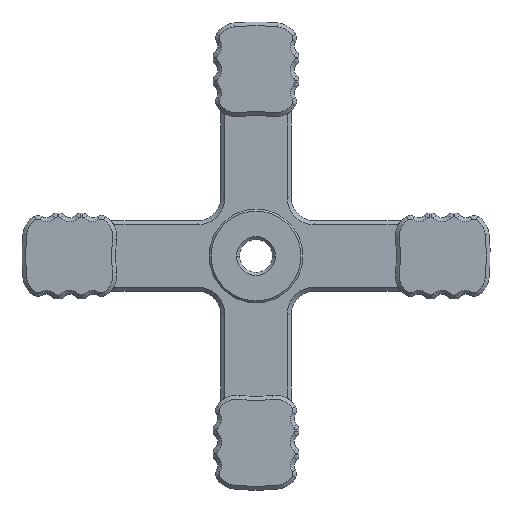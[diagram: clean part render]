
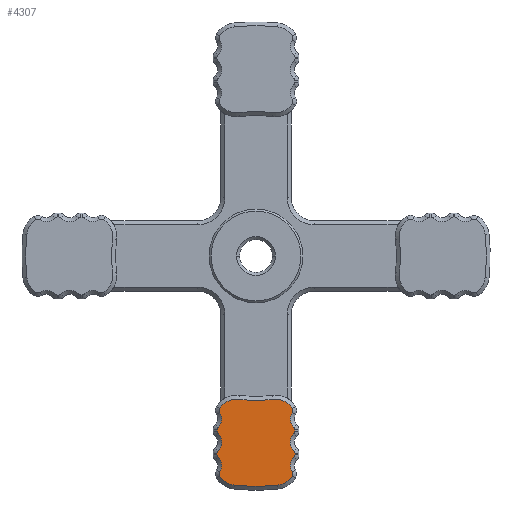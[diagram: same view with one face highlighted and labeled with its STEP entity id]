
A CAD part, front view. The second image highlights one B-rep face of the part: STEP entity #4307.
In plain terms, the highlighted free-form (B-spline) face has degree [1, 1] with [2, 2] control points.
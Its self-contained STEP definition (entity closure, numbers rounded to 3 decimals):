
#1845 = VERTEX_POINT('',#1846);
#1846 = CARTESIAN_POINT('',(2.202,0.,-18.368));
#1852 = EDGE_CURVE('',#1853,#1845,#1855,.T.);
#1853 = VERTEX_POINT('',#1854);
#1854 = CARTESIAN_POINT('',(-2.202,0.,-18.368));
#1855 = CIRCLE('',#1856,18.5);
#1856 = AXIS2_PLACEMENT_3D('',#1857,#1858,#1859);
#1857 = CARTESIAN_POINT('',(0.,0.,0.));
#1858 = DIRECTION('',(0.,-1.,0.));
#1859 = DIRECTION('',(-0.119,-0.,-0.993));
#1884 = EDGE_CURVE('',#1845,#1885,#1887,.T.);
#1885 = VERTEX_POINT('',#1886);
#1886 = CARTESIAN_POINT('',(4.625,0.,-19.534));
#1887 = CIRCLE('',#1888,2.5);
#1888 = AXIS2_PLACEMENT_3D('',#1889,#1890,#1891);
#1889 = CARTESIAN_POINT('',(2.5,0.,-20.851));
#1890 = DIRECTION('',(0.,1.,0.));
#1891 = DIRECTION('',(-0.119,0.,0.993));
#4307 = ADVANCED_FACE('',(#4308),#4540,.F.);
#4308 = FACE_BOUND('',#4309,.F.);
#4309 = EDGE_LOOP('',(#4310,#4321,#4330,#4339,#4348,#4356,#4365,#4374,
    #4383,#4391,#4400,#4409,#4418,#4425,#4426,#4427,#4436,#4445,#4454,
    #4462,#4471,#4480,#4489,#4497,#4506,#4515,#4524,#4533));
#4310 = ORIENTED_EDGE('',*,*,#4311,.T.);
#4311 = EDGE_CURVE('',#4312,#4314,#4316,.T.);
#4312 = VERTEX_POINT('',#4313);
#4313 = CARTESIAN_POINT('',(-2.731,0.,-29.373));
#4314 = VERTEX_POINT('',#4315);
#4315 = CARTESIAN_POINT('',(-4.625,0.,-28.201));
#4316 = CIRCLE('',#4317,2.5);
#4317 = AXIS2_PLACEMENT_3D('',#4318,#4319,#4320);
#4318 = CARTESIAN_POINT('',(-2.5,0.,-26.884));
#4319 = DIRECTION('',(0.,1.,0.));
#4320 = DIRECTION('',(-0.093,0.,-0.996));
#4321 = ORIENTED_EDGE('',*,*,#4322,.T.);
#4322 = EDGE_CURVE('',#4314,#4323,#4325,.T.);
#4323 = VERTEX_POINT('',#4324);
#4324 = CARTESIAN_POINT('',(-4.625,0.,-27.674));
#4325 = CIRCLE('',#4326,0.5);
#4326 = AXIS2_PLACEMENT_3D('',#4327,#4328,#4329);
#4327 = CARTESIAN_POINT('',(-4.2,0.,-27.938));
#4328 = DIRECTION('',(0.,1.,0.));
#4329 = DIRECTION('',(-0.85,0.,-0.527));
#4330 = ORIENTED_EDGE('',*,*,#4331,.T.);
#4331 = EDGE_CURVE('',#4323,#4332,#4334,.T.);
#4332 = VERTEX_POINT('',#4333);
#4333 = CARTESIAN_POINT('',(-4.85,0.,-25.813));
#4334 = CIRCLE('',#4335,1.5);
#4335 = AXIS2_PLACEMENT_3D('',#4336,#4337,#4338);
#4336 = CARTESIAN_POINT('',(-5.9,0.,-26.884));
#4337 = DIRECTION('',(0.,-1.,0.));
#4338 = DIRECTION('',(0.85,0.,-0.527));
#4339 = ORIENTED_EDGE('',*,*,#4340,.T.);
#4340 = EDGE_CURVE('',#4332,#4341,#4343,.T.);
#4341 = VERTEX_POINT('',#4342);
#4342 = CARTESIAN_POINT('',(-5.,0.,-25.456));
#4343 = CIRCLE('',#4344,0.5);
#4344 = AXIS2_PLACEMENT_3D('',#4345,#4346,#4347);
#4345 = CARTESIAN_POINT('',(-4.5,0.,-25.456));
#4346 = DIRECTION('',(0.,1.,0.));
#4347 = DIRECTION('',(-0.7,0.,-0.714));
#4348 = ORIENTED_EDGE('',*,*,#4349,.T.);
#4349 = EDGE_CURVE('',#4341,#4350,#4352,.T.);
#4350 = VERTEX_POINT('',#4351);
#4351 = CARTESIAN_POINT('',(-5.,0.,
    -25.296));
#4352 = LINE('',#4353,#4354);
#4353 = CARTESIAN_POINT('',(-5.,0.,
    -25.456));
#4354 = VECTOR('',#4355,1.);
#4355 = DIRECTION('',(0.,0.,1.));
#4356 = ORIENTED_EDGE('',*,*,#4357,.T.);
#4357 = EDGE_CURVE('',#4350,#4358,#4360,.T.);
#4358 = VERTEX_POINT('',#4359);
#4359 = CARTESIAN_POINT('',(-4.85,0.,-24.939));
#4360 = CIRCLE('',#4361,0.5);
#4361 = AXIS2_PLACEMENT_3D('',#4362,#4363,#4364);
#4362 = CARTESIAN_POINT('',(-4.5,0.,-25.296));
#4363 = DIRECTION('',(0.,1.,0.));
#4364 = DIRECTION('',(-1.,0.,0.));
#4365 = ORIENTED_EDGE('',*,*,#4366,.T.);
#4366 = EDGE_CURVE('',#4358,#4367,#4369,.T.);
#4367 = VERTEX_POINT('',#4368);
#4368 = CARTESIAN_POINT('',(-4.85,0.,-22.796));
#4369 = CIRCLE('',#4370,1.5);
#4370 = AXIS2_PLACEMENT_3D('',#4371,#4372,#4373);
#4371 = CARTESIAN_POINT('',(-5.9,0.,-23.867));
#4372 = DIRECTION('',(0.,-1.,0.));
#4373 = DIRECTION('',(0.7,0.,-0.714));
#4374 = ORIENTED_EDGE('',*,*,#4375,.T.);
#4375 = EDGE_CURVE('',#4367,#4376,#4378,.T.);
#4376 = VERTEX_POINT('',#4377);
#4377 = CARTESIAN_POINT('',(-5.,0.,-22.439));
#4378 = CIRCLE('',#4379,0.5);
#4379 = AXIS2_PLACEMENT_3D('',#4380,#4381,#4382);
#4380 = CARTESIAN_POINT('',(-4.5,0.,-22.439));
#4381 = DIRECTION('',(0.,1.,0.));
#4382 = DIRECTION('',(-0.7,0.,-0.714));
#4383 = ORIENTED_EDGE('',*,*,#4384,.T.);
#4384 = EDGE_CURVE('',#4376,#4385,#4387,.T.);
#4385 = VERTEX_POINT('',#4386);
#4386 = CARTESIAN_POINT('',(-5.,0.,
    -22.279));
#4387 = LINE('',#4388,#4389);
#4388 = CARTESIAN_POINT('',(-5.,0.,
    -22.439));
#4389 = VECTOR('',#4390,1.);
#4390 = DIRECTION('',(0.,0.,1.));
#4391 = ORIENTED_EDGE('',*,*,#4392,.T.);
#4392 = EDGE_CURVE('',#4385,#4393,#4395,.T.);
#4393 = VERTEX_POINT('',#4394);
#4394 = CARTESIAN_POINT('',(-4.85,0.,-21.922));
#4395 = CIRCLE('',#4396,0.5);
#4396 = AXIS2_PLACEMENT_3D('',#4397,#4398,#4399);
#4397 = CARTESIAN_POINT('',(-4.5,0.,-22.279));
#4398 = DIRECTION('',(0.,1.,0.));
#4399 = DIRECTION('',(-1.,0.,0.));
#4400 = ORIENTED_EDGE('',*,*,#4401,.T.);
#4401 = EDGE_CURVE('',#4393,#4402,#4404,.T.);
#4402 = VERTEX_POINT('',#4403);
#4403 = CARTESIAN_POINT('',(-4.625,0.,-20.06));
#4404 = CIRCLE('',#4405,1.5);
#4405 = AXIS2_PLACEMENT_3D('',#4406,#4407,#4408);
#4406 = CARTESIAN_POINT('',(-5.9,0.,-20.851));
#4407 = DIRECTION('',(0.,-1.,0.));
#4408 = DIRECTION('',(0.7,0.,-0.714));
#4409 = ORIENTED_EDGE('',*,*,#4410,.T.);
#4410 = EDGE_CURVE('',#4402,#4411,#4413,.T.);
#4411 = VERTEX_POINT('',#4412);
#4412 = CARTESIAN_POINT('',(-4.625,0.,-19.534));
#4413 = CIRCLE('',#4414,0.5);
#4414 = AXIS2_PLACEMENT_3D('',#4415,#4416,#4417);
#4415 = CARTESIAN_POINT('',(-4.2,0.,-19.797));
#4416 = DIRECTION('',(0.,1.,0.));
#4417 = DIRECTION('',(-0.85,0.,-0.527));
#4418 = ORIENTED_EDGE('',*,*,#4419,.T.);
#4419 = EDGE_CURVE('',#4411,#1853,#4420,.T.);
#4420 = CIRCLE('',#4421,2.5);
#4421 = AXIS2_PLACEMENT_3D('',#4422,#4423,#4424);
#4422 = CARTESIAN_POINT('',(-2.5,0.,-20.851));
#4423 = DIRECTION('',(0.,1.,0.));
#4424 = DIRECTION('',(-0.85,0.,0.527));
#4425 = ORIENTED_EDGE('',*,*,#1852,.T.);
#4426 = ORIENTED_EDGE('',*,*,#1884,.T.);
#4427 = ORIENTED_EDGE('',*,*,#4428,.T.);
#4428 = EDGE_CURVE('',#1885,#4429,#4431,.T.);
#4429 = VERTEX_POINT('',#4430);
#4430 = CARTESIAN_POINT('',(4.625,0.,-20.06));
#4431 = CIRCLE('',#4432,0.5);
#4432 = AXIS2_PLACEMENT_3D('',#4433,#4434,#4435);
#4433 = CARTESIAN_POINT('',(4.2,0.,-19.797));
#4434 = DIRECTION('',(0.,1.,0.));
#4435 = DIRECTION('',(0.85,-0.,0.527));
#4436 = ORIENTED_EDGE('',*,*,#4437,.T.);
#4437 = EDGE_CURVE('',#4429,#4438,#4440,.T.);
#4438 = VERTEX_POINT('',#4439);
#4439 = CARTESIAN_POINT('',(4.85,0.,-21.922));
#4440 = CIRCLE('',#4441,1.5);
#4441 = AXIS2_PLACEMENT_3D('',#4442,#4443,#4444);
#4442 = CARTESIAN_POINT('',(5.9,0.,-20.851));
#4443 = DIRECTION('',(0.,-1.,0.));
#4444 = DIRECTION('',(-0.85,0.,0.527));
#4445 = ORIENTED_EDGE('',*,*,#4446,.T.);
#4446 = EDGE_CURVE('',#4438,#4447,#4449,.T.);
#4447 = VERTEX_POINT('',#4448);
#4448 = CARTESIAN_POINT('',(5.,0.,-22.279));
#4449 = CIRCLE('',#4450,0.5);
#4450 = AXIS2_PLACEMENT_3D('',#4451,#4452,#4453);
#4451 = CARTESIAN_POINT('',(4.5,0.,-22.279));
#4452 = DIRECTION('',(0.,1.,0.));
#4453 = DIRECTION('',(0.7,-0.,0.714));
#4454 = ORIENTED_EDGE('',*,*,#4455,.T.);
#4455 = EDGE_CURVE('',#4447,#4456,#4458,.T.);
#4456 = VERTEX_POINT('',#4457);
#4457 = CARTESIAN_POINT('',(5.,0.,
    -22.439));
#4458 = LINE('',#4459,#4460);
#4459 = CARTESIAN_POINT('',(5.,0.,
    -22.279));
#4460 = VECTOR('',#4461,1.);
#4461 = DIRECTION('',(0.,0.,-1.));
#4462 = ORIENTED_EDGE('',*,*,#4463,.T.);
#4463 = EDGE_CURVE('',#4456,#4464,#4466,.T.);
#4464 = VERTEX_POINT('',#4465);
#4465 = CARTESIAN_POINT('',(4.85,0.,-22.796));
#4466 = CIRCLE('',#4467,0.5);
#4467 = AXIS2_PLACEMENT_3D('',#4468,#4469,#4470);
#4468 = CARTESIAN_POINT('',(4.5,0.,-22.439));
#4469 = DIRECTION('',(-0.,1.,0.));
#4470 = DIRECTION('',(1.,0.,0.));
#4471 = ORIENTED_EDGE('',*,*,#4472,.T.);
#4472 = EDGE_CURVE('',#4464,#4473,#4475,.T.);
#4473 = VERTEX_POINT('',#4474);
#4474 = CARTESIAN_POINT('',(4.85,0.,-24.939));
#4475 = CIRCLE('',#4476,1.5);
#4476 = AXIS2_PLACEMENT_3D('',#4477,#4478,#4479);
#4477 = CARTESIAN_POINT('',(5.9,0.,-23.867));
#4478 = DIRECTION('',(0.,-1.,0.));
#4479 = DIRECTION('',(-0.7,0.,0.714));
#4480 = ORIENTED_EDGE('',*,*,#4481,.T.);
#4481 = EDGE_CURVE('',#4473,#4482,#4484,.T.);
#4482 = VERTEX_POINT('',#4483);
#4483 = CARTESIAN_POINT('',(5.,0.,-25.296));
#4484 = CIRCLE('',#4485,0.5);
#4485 = AXIS2_PLACEMENT_3D('',#4486,#4487,#4488);
#4486 = CARTESIAN_POINT('',(4.5,0.,-25.296));
#4487 = DIRECTION('',(0.,1.,0.));
#4488 = DIRECTION('',(0.7,-0.,0.714));
#4489 = ORIENTED_EDGE('',*,*,#4490,.T.);
#4490 = EDGE_CURVE('',#4482,#4491,#4493,.T.);
#4491 = VERTEX_POINT('',#4492);
#4492 = CARTESIAN_POINT('',(5.,0.,
    -25.456));
#4493 = LINE('',#4494,#4495);
#4494 = CARTESIAN_POINT('',(5.,0.,
    -25.296));
#4495 = VECTOR('',#4496,1.);
#4496 = DIRECTION('',(0.,0.,-1.));
#4497 = ORIENTED_EDGE('',*,*,#4498,.T.);
#4498 = EDGE_CURVE('',#4491,#4499,#4501,.T.);
#4499 = VERTEX_POINT('',#4500);
#4500 = CARTESIAN_POINT('',(4.85,0.,-25.813));
#4501 = CIRCLE('',#4502,0.5);
#4502 = AXIS2_PLACEMENT_3D('',#4503,#4504,#4505);
#4503 = CARTESIAN_POINT('',(4.5,0.,-25.456));
#4504 = DIRECTION('',(-0.,1.,0.));
#4505 = DIRECTION('',(1.,0.,0.));
#4506 = ORIENTED_EDGE('',*,*,#4507,.T.);
#4507 = EDGE_CURVE('',#4499,#4508,#4510,.T.);
#4508 = VERTEX_POINT('',#4509);
#4509 = CARTESIAN_POINT('',(4.625,0.,-27.674));
#4510 = CIRCLE('',#4511,1.5);
#4511 = AXIS2_PLACEMENT_3D('',#4512,#4513,#4514);
#4512 = CARTESIAN_POINT('',(5.9,0.,-26.884));
#4513 = DIRECTION('',(0.,-1.,0.));
#4514 = DIRECTION('',(-0.7,0.,0.714));
#4515 = ORIENTED_EDGE('',*,*,#4516,.T.);
#4516 = EDGE_CURVE('',#4508,#4517,#4519,.T.);
#4517 = VERTEX_POINT('',#4518);
#4518 = CARTESIAN_POINT('',(4.625,0.,-28.201));
#4519 = CIRCLE('',#4520,0.5);
#4520 = AXIS2_PLACEMENT_3D('',#4521,#4522,#4523);
#4521 = CARTESIAN_POINT('',(4.2,0.,-27.938));
#4522 = DIRECTION('',(0.,1.,0.));
#4523 = DIRECTION('',(0.85,-0.,0.527));
#4524 = ORIENTED_EDGE('',*,*,#4525,.T.);
#4525 = EDGE_CURVE('',#4517,#4526,#4528,.T.);
#4526 = VERTEX_POINT('',#4527);
#4527 = CARTESIAN_POINT('',(2.731,0.,-29.373));
#4528 = CIRCLE('',#4529,2.5);
#4529 = AXIS2_PLACEMENT_3D('',#4530,#4531,#4532);
#4530 = CARTESIAN_POINT('',(2.5,0.,-26.884));
#4531 = DIRECTION('',(0.,1.,0.));
#4532 = DIRECTION('',(0.85,0.,-0.527));
#4533 = ORIENTED_EDGE('',*,*,#4534,.T.);
#4534 = EDGE_CURVE('',#4526,#4312,#4535,.T.);
#4535 = CIRCLE('',#4536,29.5);
#4536 = AXIS2_PLACEMENT_3D('',#4537,#4538,#4539);
#4537 = CARTESIAN_POINT('',(0.,0.,0.));
#4538 = DIRECTION('',(0.,1.,0.));
#4539 = DIRECTION('',(0.093,0.,-0.996));
#4540 = B_SPLINE_SURFACE_WITH_KNOTS('',1,1,(
    (#4541,#4542)
    ,(#4543,#4544
    )),.UNSPECIFIED.,.F.,.F.,.F.,(2,2),(2,2),(-30.684,
    30.684),(-30.684,30.684),
  .PIECEWISE_BEZIER_KNOTS.);
#4541 = CARTESIAN_POINT('',(30.684,0.,30.684));
#4542 = CARTESIAN_POINT('',(-30.684,0.,30.684));
#4543 = CARTESIAN_POINT('',(30.684,0.,-30.684));
#4544 = CARTESIAN_POINT('',(-30.684,0.,-30.684));
